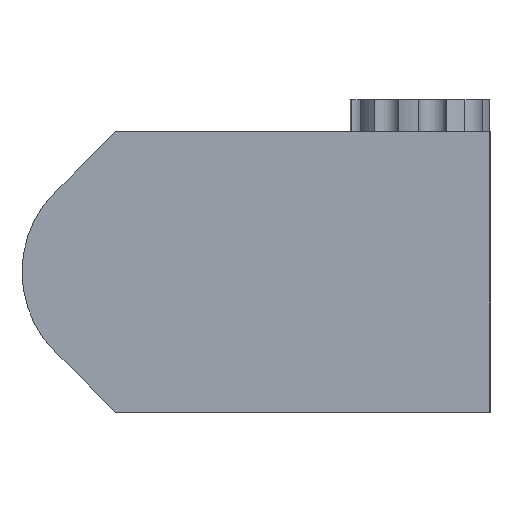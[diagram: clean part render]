
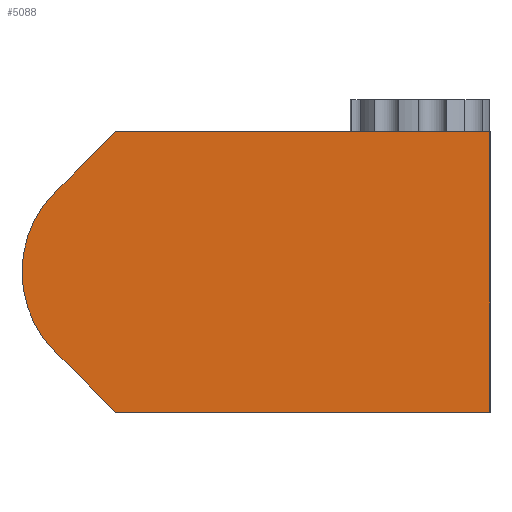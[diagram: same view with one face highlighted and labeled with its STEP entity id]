
A CAD part, left-side view. The second image highlights one B-rep face of the part: STEP entity #5088.
In plain terms, the highlighted planar face has unit normal (-1, 0, 0).
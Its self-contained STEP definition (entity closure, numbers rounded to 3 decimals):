
#128=PLANE('',#5514);
#298=FACE_OUTER_BOUND('',#593,.T.);
#593=EDGE_LOOP('',(#3856,#3857,#3858,#3859,#3860,#3861,#3862,#3863));
#869=CIRCLE('',#5512,12.);
#870=CIRCLE('',#5515,12.);
#1303=LINE('',#11279,#1681);
#1308=LINE('',#11289,#1686);
#1318=LINE('',#11313,#1696);
#1357=LINE('',#12398,#1735);
#1359=LINE('',#12401,#1737);
#1360=LINE('',#12403,#1738);
#1681=VECTOR('',#6252,10.);
#1686=VECTOR('',#6261,10.);
#1696=VECTOR('',#6279,10.);
#1735=VECTOR('',#6402,10.);
#1737=VECTOR('',#6406,10.);
#1738=VECTOR('',#6407,10.);
#2123=VERTEX_POINT('',#11276);
#2124=VERTEX_POINT('',#11278);
#2126=VERTEX_POINT('',#11286);
#2127=VERTEX_POINT('',#11288);
#2170=VERTEX_POINT('',#12391);
#2171=VERTEX_POINT('',#12393);
#2172=VERTEX_POINT('',#12397);
#2173=VERTEX_POINT('',#12402);
#2706=EDGE_CURVE('',#2123,#2124,#1303,.T.);
#2711=EDGE_CURVE('',#2127,#2126,#1308,.T.);
#2724=EDGE_CURVE('',#2126,#2124,#1318,.T.);
#2789=EDGE_CURVE('',#2170,#2171,#869,.T.);
#2791=EDGE_CURVE('',#2171,#2172,#1357,.T.);
#2793=EDGE_CURVE('',#2127,#2170,#1359,.T.);
#2794=EDGE_CURVE('',#2173,#2123,#1360,.T.);
#2795=EDGE_CURVE('',#2172,#2173,#870,.T.);
#3856=ORIENTED_EDGE('',*,*,#2789,.F.);
#3857=ORIENTED_EDGE('',*,*,#2793,.F.);
#3858=ORIENTED_EDGE('',*,*,#2711,.T.);
#3859=ORIENTED_EDGE('',*,*,#2724,.T.);
#3860=ORIENTED_EDGE('',*,*,#2706,.F.);
#3861=ORIENTED_EDGE('',*,*,#2794,.F.);
#3862=ORIENTED_EDGE('',*,*,#2795,.F.);
#3863=ORIENTED_EDGE('',*,*,#2791,.F.);
#5088=ADVANCED_FACE('',(#298),#128,.T.);
#5512=AXIS2_PLACEMENT_3D('',#12394,#6397,#6398);
#5514=AXIS2_PLACEMENT_3D('',#12400,#6404,#6405);
#5515=AXIS2_PLACEMENT_3D('',#12404,#6408,#6409);
#6252=DIRECTION('',(0.,-1.,0.));
#6261=DIRECTION('',(0.,-1.,0.));
#6279=DIRECTION('',(0.,0.,1.));
#6397=DIRECTION('center_axis',(1.,0.,0.));
#6398=DIRECTION('ref_axis',(0.,0.924,-0.383));
#6402=DIRECTION('',(0.,0.,1.));
#6404=DIRECTION('center_axis',(-1.,0.,0.));
#6405=DIRECTION('ref_axis',(0.,-1.,0.));
#6406=DIRECTION('',(0.,0.707,0.707));
#6407=DIRECTION('',(0.,-0.707,0.707));
#6408=DIRECTION('center_axis',(1.,0.,0.));
#6409=DIRECTION('ref_axis',(0.,0.924,0.383));
#11276=CARTESIAN_POINT('',(-15.,25.,30.));
#11278=CARTESIAN_POINT('',(-15.,-15.,30.));
#11279=CARTESIAN_POINT('',(-15.,35.,30.));
#11286=CARTESIAN_POINT('',(-15.,-15.,0.));
#11288=CARTESIAN_POINT('',(-15.,25.,0.));
#11289=CARTESIAN_POINT('',(-15.,35.,0.));
#11313=CARTESIAN_POINT('',(-15.,-15.,0.));
#12391=CARTESIAN_POINT('',(-15.,31.485,6.485));
#12393=CARTESIAN_POINT('',(-15.,35.,14.971));
#12394=CARTESIAN_POINT('Origin',(-15.,23.,14.971));
#12397=CARTESIAN_POINT('',(-15.,35.,15.029));
#12398=CARTESIAN_POINT('',(-15.,35.,0.));
#12400=CARTESIAN_POINT('Origin',(-15.,35.,0.));
#12401=CARTESIAN_POINT('',(-15.,30.,5.));
#12402=CARTESIAN_POINT('',(-15.,31.485,23.515));
#12403=CARTESIAN_POINT('',(-15.,37.5,17.5));
#12404=CARTESIAN_POINT('Origin',(-15.,23.,15.029));
